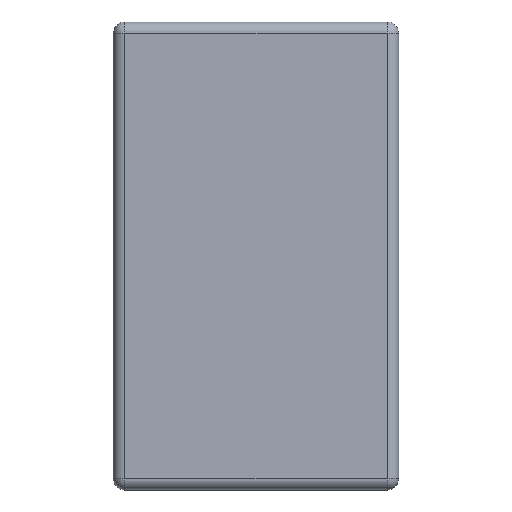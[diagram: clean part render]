
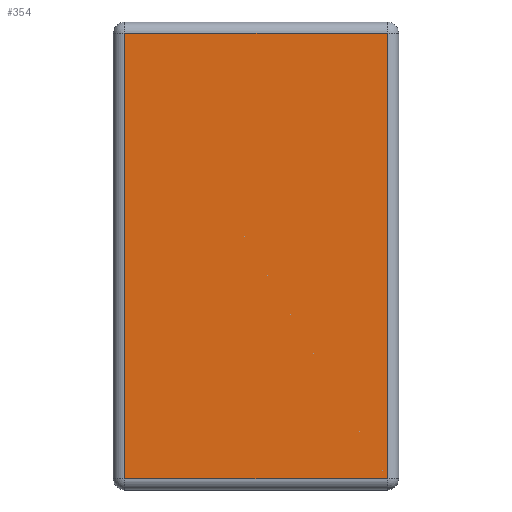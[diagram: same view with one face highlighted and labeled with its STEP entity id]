
A CAD part, front view. The second image highlights one B-rep face of the part: STEP entity #354.
In plain terms, the highlighted planar face has unit normal (0, -1, 0).
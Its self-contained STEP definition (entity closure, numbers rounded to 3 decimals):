
#16=PLANE('',#418);
#24=LINE('',#590,#48);
#26=LINE('',#593,#50);
#42=LINE('',#638,#66);
#44=LINE('',#641,#68);
#48=VECTOR('',#472,10.);
#50=VECTOR('',#476,10.);
#66=VECTOR('',#532,10.);
#68=VECTOR('',#536,10.);
#102=FACE_OUTER_BOUND('',#128,.T.);
#128=EDGE_LOOP('',(#305,#306,#307,#308));
#159=VERTEX_POINT('',#554);
#160=VERTEX_POINT('',#558);
#165=VERTEX_POINT('',#568);
#171=VERTEX_POINT('',#585);
#199=EDGE_CURVE('',#160,#171,#24,.T.);
#201=EDGE_CURVE('',#171,#165,#26,.T.);
#226=EDGE_CURVE('',#165,#159,#42,.T.);
#228=EDGE_CURVE('',#159,#160,#44,.T.);
#305=ORIENTED_EDGE('',*,*,#199,.F.);
#306=ORIENTED_EDGE('',*,*,#228,.F.);
#307=ORIENTED_EDGE('',*,*,#226,.F.);
#308=ORIENTED_EDGE('',*,*,#201,.F.);
#354=ADVANCED_FACE('',(#102),#16,.F.);
#418=AXIS2_PLACEMENT_3D('',#643,#539,#540);
#472=DIRECTION('',(0.,0.,1.));
#476=DIRECTION('',(1.,0.,0.));
#532=DIRECTION('',(0.,0.,-1.));
#536=DIRECTION('',(-1.,0.,0.));
#539=DIRECTION('center_axis',(0.,1.,0.));
#540=DIRECTION('ref_axis',(1.,0.,0.));
#554=CARTESIAN_POINT('',(24.,0.,-40.));
#558=CARTESIAN_POINT('',(1.,0.,-40.));
#568=CARTESIAN_POINT('',(24.,0.,-1.));
#585=CARTESIAN_POINT('',(1.,0.,-1.));
#590=CARTESIAN_POINT('',(1.,0.,-30.75));
#593=CARTESIAN_POINT('',(6.25,0.,-1.));
#638=CARTESIAN_POINT('',(24.,0.,-10.25));
#641=CARTESIAN_POINT('',(18.75,0.,-40.));
#643=CARTESIAN_POINT('Origin',(12.5,0.,-20.5));
